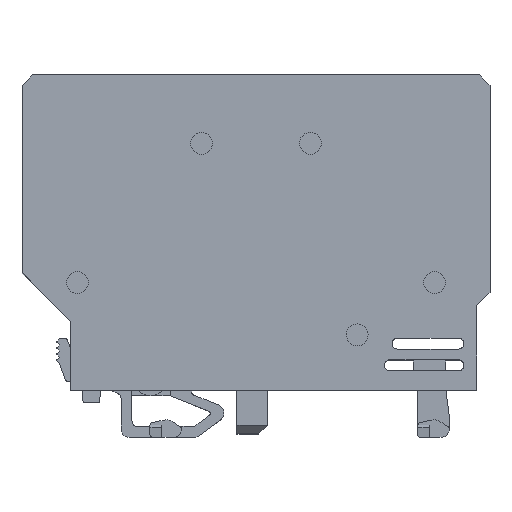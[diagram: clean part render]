
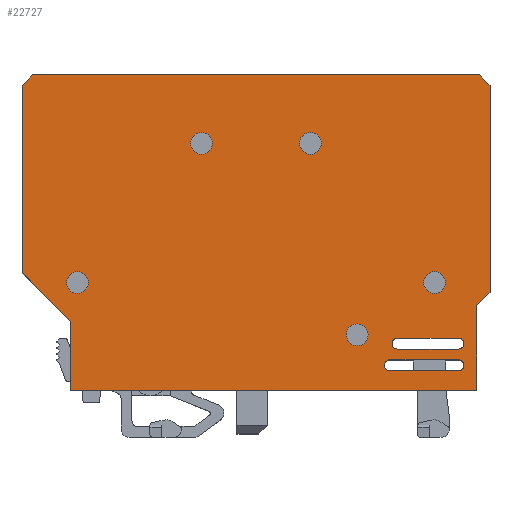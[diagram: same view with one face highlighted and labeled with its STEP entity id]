
A CAD part, top view. The second image highlights one B-rep face of the part: STEP entity #22727.
In plain terms, the highlighted planar face has unit normal (0, 0, 1).
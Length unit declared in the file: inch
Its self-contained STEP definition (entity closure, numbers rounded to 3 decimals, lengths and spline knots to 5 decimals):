
#22513=CARTESIAN_POINT('',(0.01819,-0.17848,0.40748));
#22514=DIRECTION('',(0.0,0.0,-1.0));
#22515=DIRECTION('',(-1.0,0.0,0.0));
#22516=AXIS2_PLACEMENT_3D('',#22513,#22514,#22515);
#22517=PLANE('',#22516);
#22518=CARTESIAN_POINT('',(0.80709,0.37795,0.40748));
#22519=VERTEX_POINT('',#22518);
#22520=CARTESIAN_POINT('',(-0.80709,0.37795,0.40748));
#22521=VERTEX_POINT('',#22520);
#22522=CARTESIAN_POINT('',(0.80709,0.37795,0.40748));
#22523=DIRECTION('',(-1.0,0.0,0.0));
#22524=VECTOR('',#22523,1.61417);
#22525=LINE('',#22522,#22524);
#22526=EDGE_CURVE('',#22519,#22521,#22525,.T.);
#22527=ORIENTED_EDGE('',*,*,#22526,.T.);
#22528=CARTESIAN_POINT('',(-0.84646,0.33858,0.40748));
#22529=VERTEX_POINT('',#22528);
#22530=CARTESIAN_POINT('',(-0.80709,0.37795,0.40748));
#22531=DIRECTION('',(-0.707,-0.707,0.0));
#22532=VECTOR('',#22531,0.05568);
#22533=LINE('',#22530,#22532);
#22534=EDGE_CURVE('',#22521,#22529,#22533,.T.);
#22535=ORIENTED_EDGE('',*,*,#22534,.T.);
#22536=CARTESIAN_POINT('',(-0.84646,-0.33858,0.40748));
#22537=VERTEX_POINT('',#22536);
#22538=CARTESIAN_POINT('',(-0.84646,0.33858,0.40748));
#22539=DIRECTION('',(0.0,-1.0,0.0));
#22540=VECTOR('',#22539,0.67717);
#22541=LINE('',#22538,#22540);
#22542=EDGE_CURVE('',#22529,#22537,#22541,.T.);
#22543=ORIENTED_EDGE('',*,*,#22542,.T.);
#22544=CARTESIAN_POINT('',(-0.66929,-0.51575,0.40748));
#22545=VERTEX_POINT('',#22544);
#22546=CARTESIAN_POINT('',(-0.84646,-0.33858,0.40748));
#22547=DIRECTION('',(0.707,-0.707,0.));
#22548=VECTOR('',#22547,0.25055);
#22549=LINE('',#22546,#22548);
#22550=EDGE_CURVE('',#22537,#22545,#22549,.T.);
#22551=ORIENTED_EDGE('',*,*,#22550,.T.);
#22552=CARTESIAN_POINT('',(-0.66929,-0.76378,0.40748));
#22553=VERTEX_POINT('',#22552);
#22554=CARTESIAN_POINT('',(-0.66929,-0.51575,0.40748));
#22555=DIRECTION('',(0.0,-1.0,0.0));
#22556=VECTOR('',#22555,0.24803);
#22557=LINE('',#22554,#22556);
#22558=EDGE_CURVE('',#22545,#22553,#22557,.T.);
#22559=ORIENTED_EDGE('',*,*,#22558,.T.);
#22560=CARTESIAN_POINT('',(0.79921,-0.76378,0.40748));
#22561=VERTEX_POINT('',#22560);
#22562=CARTESIAN_POINT('',(-0.66929,-0.76378,0.40748));
#22563=DIRECTION('',(1.0,0.0,0.0));
#22564=VECTOR('',#22563,1.4685);
#22565=LINE('',#22562,#22564);
#22566=EDGE_CURVE('',#22553,#22561,#22565,.T.);
#22567=ORIENTED_EDGE('',*,*,#22566,.T.);
#22568=CARTESIAN_POINT('',(0.79921,-0.45669,0.40748));
#22569=VERTEX_POINT('',#22568);
#22570=CARTESIAN_POINT('',(0.79921,-0.76378,0.40748));
#22571=DIRECTION('',(0.0,1.0,0.0));
#22572=VECTOR('',#22571,0.30709);
#22573=LINE('',#22570,#22572);
#22574=EDGE_CURVE('',#22561,#22569,#22573,.T.);
#22575=ORIENTED_EDGE('',*,*,#22574,.T.);
#22576=CARTESIAN_POINT('',(0.84646,-0.40945,0.40748));
#22577=VERTEX_POINT('',#22576);
#22578=CARTESIAN_POINT('',(0.79921,-0.45669,0.40748));
#22579=DIRECTION('',(0.707,0.707,0.0));
#22580=VECTOR('',#22579,0.06681);
#22581=LINE('',#22578,#22580);
#22582=EDGE_CURVE('',#22569,#22577,#22581,.T.);
#22583=ORIENTED_EDGE('',*,*,#22582,.T.);
#22584=CARTESIAN_POINT('',(0.84646,0.33858,0.40748));
#22585=VERTEX_POINT('',#22584);
#22586=CARTESIAN_POINT('',(0.84646,-0.40945,0.40748));
#22587=DIRECTION('',(0.0,1.0,0.0));
#22588=VECTOR('',#22587,0.74803);
#22589=LINE('',#22586,#22588);
#22590=EDGE_CURVE('',#22577,#22585,#22589,.T.);
#22591=ORIENTED_EDGE('',*,*,#22590,.T.);
#22592=CARTESIAN_POINT('',(0.84646,0.33858,0.40748));
#22593=DIRECTION('',(-0.707,0.707,0.0));
#22594=VECTOR('',#22593,0.05568);
#22595=LINE('',#22592,#22594);
#22596=EDGE_CURVE('',#22585,#22519,#22595,.T.);
#22597=ORIENTED_EDGE('',*,*,#22596,.T.);
#22598=EDGE_LOOP('',(#22527,#22535,#22543,#22551,#22559,#22567,#22575,#22583,#22591,#22597));
#22599=FACE_OUTER_BOUND('',#22598,.T.);
#22600=CARTESIAN_POINT('',(0.48425,-0.65354,0.40748));
#22601=VERTEX_POINT('',#22600);
#22602=CARTESIAN_POINT('',(0.73228,-0.65354,0.40748));
#22603=VERTEX_POINT('',#22602);
#22604=CARTESIAN_POINT('',(0.48425,-0.65354,0.40748));
#22605=DIRECTION('',(1.0,0.0,0.0));
#22606=VECTOR('',#22605,0.24803);
#22607=LINE('',#22604,#22606);
#22608=EDGE_CURVE('',#22601,#22603,#22607,.T.);
#22609=ORIENTED_EDGE('',*,*,#22608,.T.);
#22610=CARTESIAN_POINT('',(0.73228,-0.69291,0.40748));
#22611=VERTEX_POINT('',#22610);
#22612=CARTESIAN_POINT('',(0.73228,-0.67323,0.40748));
#22613=DIRECTION('',(0.0,0.0,-1.0));
#22614=DIRECTION('',(-1.0,0.0,0.0));
#22615=AXIS2_PLACEMENT_3D('',#22612,#22613,#22614);
#22616=CIRCLE('',#22615,0.01969);
#22617=EDGE_CURVE('',#22603,#22611,#22616,.T.);
#22618=ORIENTED_EDGE('',*,*,#22617,.T.);
#22619=CARTESIAN_POINT('',(0.48425,-0.69291,0.40748));
#22620=VERTEX_POINT('',#22619);
#22621=CARTESIAN_POINT('',(0.73228,-0.69291,0.40748));
#22622=DIRECTION('',(-1.0,0.0,0.0));
#22623=VECTOR('',#22622,0.24803);
#22624=LINE('',#22621,#22623);
#22625=EDGE_CURVE('',#22611,#22620,#22624,.T.);
#22626=ORIENTED_EDGE('',*,*,#22625,.T.);
#22627=CARTESIAN_POINT('',(0.48425,-0.67323,0.40748));
#22628=DIRECTION('',(0.0,0.0,-1.0));
#22629=DIRECTION('',(1.0,0.0,0.0));
#22630=AXIS2_PLACEMENT_3D('',#22627,#22628,#22629);
#22631=CIRCLE('',#22630,0.01969);
#22632=EDGE_CURVE('',#22620,#22601,#22631,.T.);
#22633=ORIENTED_EDGE('',*,*,#22632,.T.);
#22634=EDGE_LOOP('',(#22609,#22618,#22626,#22633));
#22635=FACE_BOUND('',#22634,.T.);
#22636=CARTESIAN_POINT('',(0.73228,-0.61417,0.40748));
#22637=VERTEX_POINT('',#22636);
#22638=CARTESIAN_POINT('',(0.51181,-0.61417,0.40748));
#22639=VERTEX_POINT('',#22638);
#22640=CARTESIAN_POINT('',(0.73228,-0.61417,0.40748));
#22641=DIRECTION('',(-1.0,0.0,0.0));
#22642=VECTOR('',#22641,0.22047);
#22643=LINE('',#22640,#22642);
#22644=EDGE_CURVE('',#22637,#22639,#22643,.T.);
#22645=ORIENTED_EDGE('',*,*,#22644,.T.);
#22646=CARTESIAN_POINT('',(0.51181,-0.5748,0.40748));
#22647=VERTEX_POINT('',#22646);
#22648=CARTESIAN_POINT('',(0.51181,-0.59449,0.40748));
#22649=DIRECTION('',(0.0,0.0,-1.0));
#22650=DIRECTION('',(1.0,0.0,0.0));
#22651=AXIS2_PLACEMENT_3D('',#22648,#22649,#22650);
#22652=CIRCLE('',#22651,0.01969);
#22653=EDGE_CURVE('',#22639,#22647,#22652,.T.);
#22654=ORIENTED_EDGE('',*,*,#22653,.T.);
#22655=CARTESIAN_POINT('',(0.73228,-0.5748,0.40748));
#22656=VERTEX_POINT('',#22655);
#22657=CARTESIAN_POINT('',(0.51181,-0.5748,0.40748));
#22658=DIRECTION('',(1.0,0.0,0.0));
#22659=VECTOR('',#22658,0.22047);
#22660=LINE('',#22657,#22659);
#22661=EDGE_CURVE('',#22647,#22656,#22660,.T.);
#22662=ORIENTED_EDGE('',*,*,#22661,.T.);
#22663=CARTESIAN_POINT('',(0.73228,-0.59449,0.40748));
#22664=DIRECTION('',(0.0,0.0,-1.0));
#22665=DIRECTION('',(-1.0,0.0,0.0));
#22666=AXIS2_PLACEMENT_3D('',#22663,#22664,#22665);
#22667=CIRCLE('',#22666,0.01969);
#22668=EDGE_CURVE('',#22656,#22637,#22667,.T.);
#22669=ORIENTED_EDGE('',*,*,#22668,.T.);
#22670=EDGE_LOOP('',(#22645,#22654,#22662,#22669));
#22671=FACE_BOUND('',#22670,.T.);
#22672=CARTESIAN_POINT('',(0.40302,-0.54921,0.40748));
#22673=VERTEX_POINT('',#22672);
#22674=CARTESIAN_POINT('',(0.36614,-0.56299,0.40748));
#22675=DIRECTION('',(0.0,0.0,-1.0));
#22676=DIRECTION('',(1.0,0.0,0.0));
#22677=AXIS2_PLACEMENT_3D('',#22674,#22675,#22676);
#22678=CIRCLE('',#22677,0.03937);
#22679=EDGE_CURVE('',#22673,#22673,#22678,.T.);
#22680=ORIENTED_EDGE('',*,*,#22679,.T.);
#22681=EDGE_LOOP('',(#22680));
#22682=FACE_BOUND('',#22681,.T.);
#22683=CARTESIAN_POINT('',(0.68255,-0.3878,0.40748));
#22684=VERTEX_POINT('',#22683);
#22685=CARTESIAN_POINT('',(0.64567,-0.37402,0.40748));
#22686=DIRECTION('',(0.0,0.0,-1.0));
#22687=DIRECTION('',(1.0,0.0,0.0));
#22688=AXIS2_PLACEMENT_3D('',#22685,#22686,#22687);
#22689=CIRCLE('',#22688,0.03937);
#22690=EDGE_CURVE('',#22684,#22684,#22689,.T.);
#22691=ORIENTED_EDGE('',*,*,#22690,.T.);
#22692=EDGE_LOOP('',(#22691));
#22693=FACE_BOUND('',#22692,.T.);
#22694=CARTESIAN_POINT('',(-0.60879,-0.36024,0.40748));
#22695=VERTEX_POINT('',#22694);
#22696=CARTESIAN_POINT('',(-0.64567,-0.37402,0.40748));
#22697=DIRECTION('',(0.0,0.0,-1.0));
#22698=DIRECTION('',(1.0,0.0,0.0));
#22699=AXIS2_PLACEMENT_3D('',#22696,#22697,#22698);
#22700=CIRCLE('',#22699,0.03937);
#22701=EDGE_CURVE('',#22695,#22695,#22700,.T.);
#22702=ORIENTED_EDGE('',*,*,#22701,.T.);
#22703=EDGE_LOOP('',(#22702));
#22704=FACE_BOUND('',#22703,.T.);
#22705=CARTESIAN_POINT('',(0.23373,0.1437,0.40748));
#22706=VERTEX_POINT('',#22705);
#22707=CARTESIAN_POINT('',(0.19685,0.12992,0.40748));
#22708=DIRECTION('',(0.0,0.0,-1.0));
#22709=DIRECTION('',(1.0,0.0,0.0));
#22710=AXIS2_PLACEMENT_3D('',#22707,#22708,#22709);
#22711=CIRCLE('',#22710,0.03937);
#22712=EDGE_CURVE('',#22706,#22706,#22711,.T.);
#22713=ORIENTED_EDGE('',*,*,#22712,.T.);
#22714=EDGE_LOOP('',(#22713));
#22715=FACE_BOUND('',#22714,.T.);
#22716=CARTESIAN_POINT('',(-0.15997,0.1437,0.40748));
#22717=VERTEX_POINT('',#22716);
#22718=CARTESIAN_POINT('',(-0.19685,0.12992,0.40748));
#22719=DIRECTION('',(0.0,0.0,-1.0));
#22720=DIRECTION('',(1.0,0.0,0.0));
#22721=AXIS2_PLACEMENT_3D('',#22718,#22719,#22720);
#22722=CIRCLE('',#22721,0.03937);
#22723=EDGE_CURVE('',#22717,#22717,#22722,.T.);
#22724=ORIENTED_EDGE('',*,*,#22723,.T.);
#22725=EDGE_LOOP('',(#22724));
#22726=FACE_BOUND('',#22725,.T.);
#22727=ADVANCED_FACE('',(#22599,#22635,#22671,#22682,#22693,#22704,#22715,#22726),#22517,.F.);
